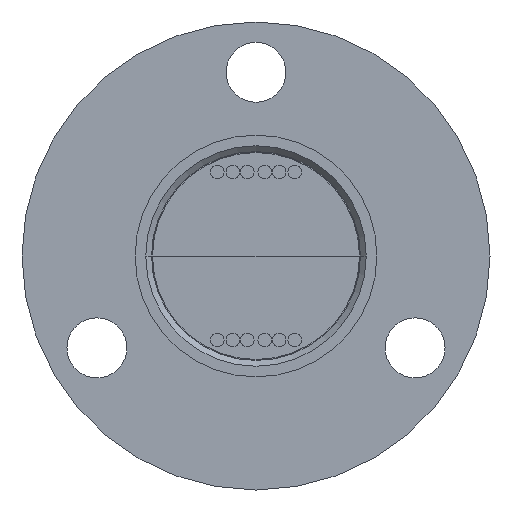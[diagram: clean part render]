
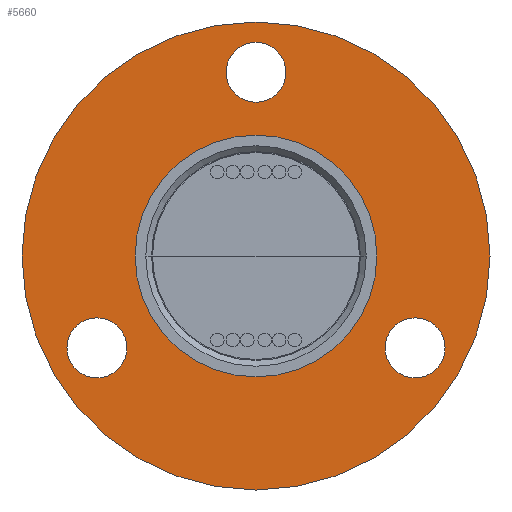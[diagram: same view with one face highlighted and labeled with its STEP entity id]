
A CAD part, front view. The second image highlights one B-rep face of the part: STEP entity #5660.
In plain terms, the highlighted face is planar.
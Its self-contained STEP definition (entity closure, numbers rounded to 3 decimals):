
#5213=CARTESIAN_POINT('',(0.,0.,23.));
#5214=DIRECTION('',(0.,0.,-1.));
#5215=DIRECTION('',(-1.,0.,0.));
#5216=AXIS2_PLACEMENT_3D('',#5213,#5214,#5215);
#5266=CARTESIAN_POINT('',(0.,0.,23.));
#5267=DIRECTION('',(0.,0.,1.));
#5268=DIRECTION('',(1.,0.,0.));
#5269=AXIS2_PLACEMENT_3D('',#5266,#5267,#5268);
#5271=CARTESIAN_POINT('',(0.,0.,23.));
#5272=DIRECTION('',(0.,0.,1.));
#5273=DIRECTION('',(-1.,0.,0.));
#5274=AXIS2_PLACEMENT_3D('',#5271,#5272,#5273);
#5276=CARTESIAN_POINT('',(0.,9.5,23.));
#5277=DIRECTION('',(0.,0.,-1.));
#5278=DIRECTION('',(1.,0.,0.));
#5279=AXIS2_PLACEMENT_3D('',#5276,#5277,#5278);
#5281=CARTESIAN_POINT('',(0.,9.5,23.));
#5282=DIRECTION('',(0.,0.,-1.));
#5283=DIRECTION('',(-1.,0.,0.));
#5284=AXIS2_PLACEMENT_3D('',#5281,#5282,#5283);
#5286=CARTESIAN_POINT('',(8.227,-4.75,23.));
#5287=DIRECTION('',(0.,0.,-1.));
#5288=DIRECTION('',(1.,0.,0.));
#5289=AXIS2_PLACEMENT_3D('',#5286,#5287,#5288);
#5291=CARTESIAN_POINT('',(8.227,-4.75,23.));
#5292=DIRECTION('',(0.,0.,-1.));
#5293=DIRECTION('',(-1.,0.,0.));
#5294=AXIS2_PLACEMENT_3D('',#5291,#5292,#5293);
#5296=CARTESIAN_POINT('',(-8.227,-4.75,23.));
#5297=DIRECTION('',(0.,0.,-1.));
#5298=DIRECTION('',(1.,0.,0.));
#5299=AXIS2_PLACEMENT_3D('',#5296,#5297,#5298);
#5301=CARTESIAN_POINT('',(-8.227,-4.75,23.));
#5302=DIRECTION('',(0.,0.,-1.));
#5303=DIRECTION('',(-1.,0.,0.));
#5304=AXIS2_PLACEMENT_3D('',#5301,#5302,#5303);
#5343=CARTESIAN_POINT('',(0.,0.,23.));
#5344=DIRECTION('',(0.,0.,-1.));
#5345=DIRECTION('',(1.,0.,0.));
#5346=AXIS2_PLACEMENT_3D('',#5343,#5344,#5345);
#5390=CARTESIAN_POINT('',(12.1,0.,23.));
#5391=CARTESIAN_POINT('',(-12.1,0.,23.));
#5392=VERTEX_POINT('',#5390);
#5393=VERTEX_POINT('',#5391);
#5394=CARTESIAN_POINT('',(1.55,9.5,23.));
#5395=CARTESIAN_POINT('',(-1.55,9.5,23.));
#5396=VERTEX_POINT('',#5394);
#5397=VERTEX_POINT('',#5395);
#5398=CARTESIAN_POINT('',(9.777,-4.75,23.));
#5399=CARTESIAN_POINT('',(6.677,-4.75,23.));
#5400=VERTEX_POINT('',#5398);
#5401=VERTEX_POINT('',#5399);
#5402=CARTESIAN_POINT('',(-6.677,-4.75,23.));
#5403=CARTESIAN_POINT('',(-9.777,-4.75,23.));
#5404=VERTEX_POINT('',#5402);
#5405=VERTEX_POINT('',#5403);
#5434=CARTESIAN_POINT('',(-6.25,0.,23.));
#5435=CARTESIAN_POINT('',(6.25,0.,23.));
#5436=VERTEX_POINT('',#5434);
#5437=VERTEX_POINT('',#5435);
#5627=CARTESIAN_POINT('',(0.,0.,23.));
#5628=DIRECTION('',(0.,0.,1.));
#5629=DIRECTION('',(1.,0.,0.));
#5630=AXIS2_PLACEMENT_3D('',#5627,#5628,#5629);
#5631=PLANE('',#5630);
#5632=ORIENTED_EDGE('',*,*,#5617,.F.);
#5634=ORIENTED_EDGE('',*,*,#5633,.F.);
#5635=EDGE_LOOP('',(#5632,#5634));
#5636=FACE_OUTER_BOUND('',#5635,.F.);
#5638=ORIENTED_EDGE('',*,*,#5637,.F.);
#5640=ORIENTED_EDGE('',*,*,#5639,.F.);
#5641=EDGE_LOOP('',(#5638,#5640));
#5642=FACE_BOUND('',#5641,.F.);
#5644=ORIENTED_EDGE('',*,*,#5643,.F.);
#5646=ORIENTED_EDGE('',*,*,#5645,.F.);
#5647=EDGE_LOOP('',(#5644,#5646));
#5648=FACE_BOUND('',#5647,.F.);
#5650=ORIENTED_EDGE('',*,*,#5649,.F.);
#5652=ORIENTED_EDGE('',*,*,#5651,.F.);
#5653=EDGE_LOOP('',(#5650,#5652));
#5654=FACE_BOUND('',#5653,.F.);
#5655=ORIENTED_EDGE('',*,*,#5567,.F.);
#5657=ORIENTED_EDGE('',*,*,#5656,.F.);
#5658=EDGE_LOOP('',(#5655,#5657));
#5659=FACE_BOUND('',#5658,.F.);
#5217=CIRCLE('',#5216,6.25);
#5270=CIRCLE('',#5269,12.1);
#5275=CIRCLE('',#5274,12.1);
#5280=CIRCLE('',#5279,1.55);
#5285=CIRCLE('',#5284,1.55);
#5290=CIRCLE('',#5289,1.55);
#5295=CIRCLE('',#5294,1.55);
#5300=CIRCLE('',#5299,1.55);
#5305=CIRCLE('',#5304,1.55);
#5347=CIRCLE('',#5346,6.25);
#5567=EDGE_CURVE('',#5436,#5437,#5217,.T.);
#5617=EDGE_CURVE('',#5392,#5393,#5270,.T.);
#5633=EDGE_CURVE('',#5393,#5392,#5275,.T.);
#5637=EDGE_CURVE('',#5396,#5397,#5280,.T.);
#5639=EDGE_CURVE('',#5397,#5396,#5285,.T.);
#5643=EDGE_CURVE('',#5400,#5401,#5290,.T.);
#5645=EDGE_CURVE('',#5401,#5400,#5295,.T.);
#5649=EDGE_CURVE('',#5404,#5405,#5300,.T.);
#5651=EDGE_CURVE('',#5405,#5404,#5305,.T.);
#5656=EDGE_CURVE('',#5437,#5436,#5347,.T.);
#5660=ADVANCED_FACE('',(#5636,#5642,#5648,#5654,#5659),#5631,.T.);
